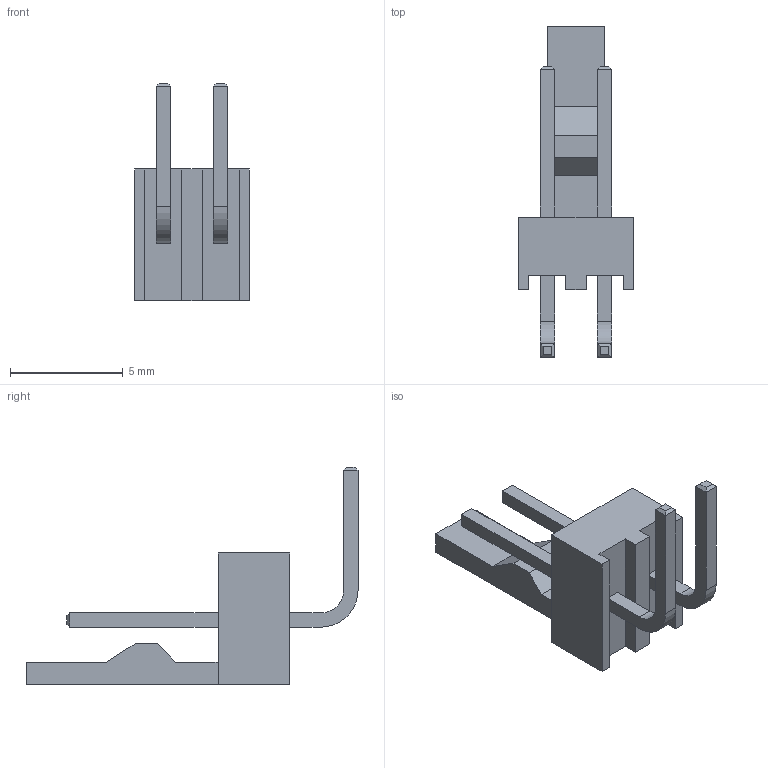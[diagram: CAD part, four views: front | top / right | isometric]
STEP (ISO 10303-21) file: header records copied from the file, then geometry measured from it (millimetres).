
FILE_DESCRIPTION(/* description */ (''),/* implementation_level */ '2;1');
FILE_NAME(/* name */ 'Molex_KK-254_1x02_P2.54mm_Horizontal-PN022057028.step',/* time_stamp */ '2020-08-22T23:20:24+02:00',/* author */ (''),/* organization */ (''),/* preprocessor_version */ 'ST-DEVELOPER v18.1',/* originating_system */ 'Autodesk Translation Framework v9.3.0.1241',/* authorisation */ '');
FILE_SCHEMA (('AUTOMOTIVE_DESIGN { 1 0 10303 214 3 1 1 }'));
Length unit declared in the file: millimetre
Products named in the file (1): Molex_KK-254_1x02_P2.54mm_Horizontal-PN022057028
Bounding box: 5.08 x 14.74 x 9.64 mm (x, y, z)
Volume: 119.9 mm3; surface area: 291.1 mm2
Topology: 1 solids, 1 shells, 71 faces, 176 edges, 112 vertices
Faces by surface type: plane 67, cylinder 4
Entity records: 2141 total; most frequent: CARTESIAN_POINT 360, ORIENTED_EDGE 352, DIRECTION 328, EDGE_CURVE 176, LINE 168, VECTOR 168, VERTEX_POINT 112, AXIS2_PLACEMENT_3D 80
